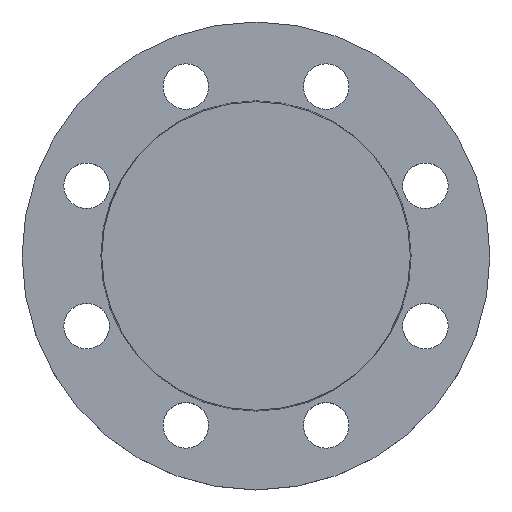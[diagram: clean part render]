
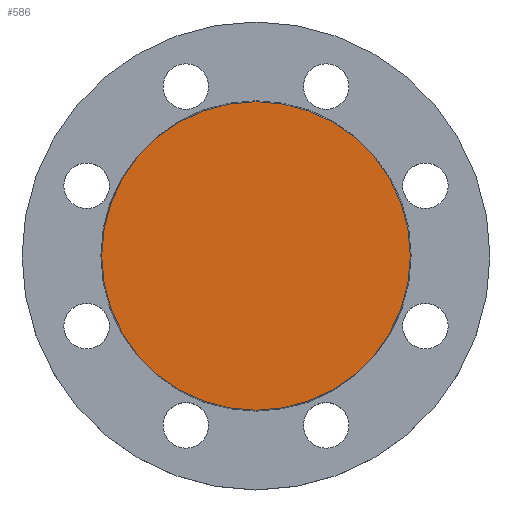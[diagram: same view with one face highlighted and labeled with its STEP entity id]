
A CAD part, top view. The second image highlights one B-rep face of the part: STEP entity #586.
In plain terms, the highlighted planar face has unit normal (0, 0, 1).
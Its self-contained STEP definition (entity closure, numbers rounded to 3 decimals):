
#10 = AXIS2_PLACEMENT_3D ( 'NONE', #435, #438, #440 ) ;
#50 = EDGE_CURVE ( 'NONE', #922, #553, #841, .T. ) ;
#78 = CARTESIAN_POINT ( 'NONE',  ( 61., 0., 0. ) ) ;
#260 = CIRCLE ( 'NONE', #443, 61. ) ;
#262 = DIRECTION ( 'NONE',  ( 1., 0., 0. ) ) ;
#266 = CARTESIAN_POINT ( 'NONE',  ( 0., 0., 0. ) ) ;
#282 = PLANE ( 'NONE',  #483 ) ;
#283 = EDGE_CURVE ( 'NONE', #553, #922, #260, .T. ) ;
#285 = DIRECTION ( 'NONE',  ( 0., 0., 1. ) ) ;
#289 = FACE_OUTER_BOUND ( 'NONE', #879, .T. ) ;
#339 = CARTESIAN_POINT ( 'NONE',  ( -61., 0., 0. ) ) ;
#435 = CARTESIAN_POINT ( 'NONE',  ( 0., 0., 0. ) ) ;
#438 = DIRECTION ( 'NONE',  ( 0., 0., -1. ) ) ;
#440 = DIRECTION ( 'NONE',  ( -1., 0., 0. ) ) ;
#443 = AXIS2_PLACEMENT_3D ( 'NONE', #631, #634, #632 ) ;
#483 = AXIS2_PLACEMENT_3D ( 'NONE', #266, #285, #262 ) ;
#553 = VERTEX_POINT ( 'NONE', #339 ) ;
#586 = ADVANCED_FACE ( 'NONE', ( #289 ), #282, .T. ) ;
#631 = CARTESIAN_POINT ( 'NONE',  ( 0., 0., 0. ) ) ;
#632 = DIRECTION ( 'NONE',  ( -1., 0., 0. ) ) ;
#634 = DIRECTION ( 'NONE',  ( 0., 0., -1. ) ) ;
#793 = ORIENTED_EDGE ( 'NONE', *, *, #283, .F. ) ;
#795 = ORIENTED_EDGE ( 'NONE', *, *, #50, .F. ) ;
#841 = CIRCLE ( 'NONE', #10, 61. ) ;
#879 = EDGE_LOOP ( 'NONE', ( #793, #795 ) ) ;
#922 = VERTEX_POINT ( 'NONE', #78 ) ;
